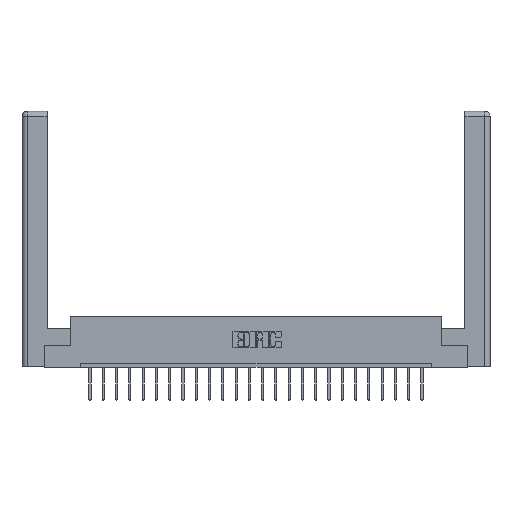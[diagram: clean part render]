
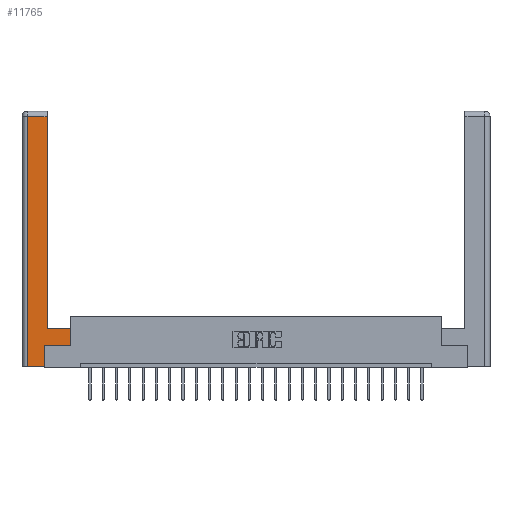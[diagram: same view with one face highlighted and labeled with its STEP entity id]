
A CAD part, top view. The second image highlights one B-rep face of the part: STEP entity #11765.
In plain terms, the highlighted planar face has unit normal (0, 0, 1).
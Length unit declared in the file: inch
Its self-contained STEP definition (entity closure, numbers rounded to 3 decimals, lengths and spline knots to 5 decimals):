
#295 = ORIENTED_EDGE ( 'NONE', *, *, #3823, .T. ) ;
#678 = CARTESIAN_POINT ( 'NONE',  ( 0.565, 0.45, 0. ) ) ;
#687 = AXIS2_PLACEMENT_3D ( 'NONE', #15411, #22488, #17125 ) ;
#754 = CARTESIAN_POINT ( 'NONE',  ( 0.0615, 2.94, 0. ) ) ;
#1281 = DIRECTION ( 'NONE',  ( -1., 0., 0. ) ) ;
#1373 = ORIENTED_EDGE ( 'NONE', *, *, #11366, .T. ) ;
#1405 = EDGE_CURVE ( 'NONE', #23887, #6433, #10195, .T. ) ;
#1988 = DIRECTION ( 'NONE',  ( 1., 0., 0. ) ) ;
#2348 = PLANE ( 'NONE',  #687 ) ;
#2402 = CARTESIAN_POINT ( 'NONE',  ( 0.0615, 0., 0. ) ) ;
#2815 = VECTOR ( 'NONE', #12588, 39.37008 ) ;
#3271 = CARTESIAN_POINT ( 'NONE',  ( 0.565, 0.245, 0. ) ) ;
#3701 = CARTESIAN_POINT ( 'NONE',  ( 0.265, 0., 0. ) ) ;
#3747 = LINE ( 'NONE', #12715, #22320 ) ;
#3823 = EDGE_CURVE ( 'NONE', #23874, #23887, #17043, .T. ) ;
#3932 = EDGE_CURVE ( 'NONE', #6433, #16238, #13249, .T. ) ;
#4580 = CARTESIAN_POINT ( 'NONE',  ( 0.265, 0.245, 0. ) ) ;
#6296 = DIRECTION ( 'NONE',  ( 0., -1., 0. ) ) ;
#6433 = VERTEX_POINT ( 'NONE', #4580 ) ;
#6483 = CARTESIAN_POINT ( 'NONE',  ( 0.295, 2.94, 0. ) ) ;
#6517 = ORIENTED_EDGE ( 'NONE', *, *, #21041, .T. ) ;
#6859 = VERTEX_POINT ( 'NONE', #6483 ) ;
#7215 = VERTEX_POINT ( 'NONE', #12840 ) ;
#7221 = DIRECTION ( 'NONE',  ( 0., 1., 0. ) ) ;
#7330 = DIRECTION ( 'NONE',  ( 0., 1., 0. ) ) ;
#7663 = LINE ( 'NONE', #14532, #20728 ) ;
#7688 = CARTESIAN_POINT ( 'NONE',  ( 0.565, 0.245, 0. ) ) ;
#7875 = LINE ( 'NONE', #2402, #20929 ) ;
#8041 = ORIENTED_EDGE ( 'NONE', *, *, #8495, .T. ) ;
#8495 = EDGE_CURVE ( 'NONE', #16238, #23526, #7663, .T. ) ;
#9614 = VECTOR ( 'NONE', #7221, 39.37008 ) ;
#10195 = LINE ( 'NONE', #16539, #9614 ) ;
#10859 = EDGE_CURVE ( 'NONE', #6859, #14900, #3747, .T. ) ;
#10933 = VECTOR ( 'NONE', #1988, 39.37008 ) ;
#11366 = EDGE_CURVE ( 'NONE', #14900, #23874, #7875, .T. ) ;
#11765 = ADVANCED_FACE ( 'NONE', ( #23808 ), #2348, .F. ) ;
#11804 = ORIENTED_EDGE ( 'NONE', *, *, #3932, .T. ) ;
#12588 = DIRECTION ( 'NONE',  ( 1., 0., 0. ) ) ;
#12715 = CARTESIAN_POINT ( 'NONE',  ( 0.0615, 2.94, 0. ) ) ;
#12840 = CARTESIAN_POINT ( 'NONE',  ( 0.295, 0.45, 0. ) ) ;
#13249 = LINE ( 'NONE', #7688, #10933 ) ;
#13958 = EDGE_CURVE ( 'NONE', #7215, #6859, #14695, .T. ) ;
#14511 = VECTOR ( 'NONE', #1281, 39.37008 ) ;
#14532 = CARTESIAN_POINT ( 'NONE',  ( 0.565, 0.45, 0. ) ) ;
#14560 = DIRECTION ( 'NONE',  ( -1., 0., 0. ) ) ;
#14695 = LINE ( 'NONE', #15659, #16907 ) ;
#14900 = VERTEX_POINT ( 'NONE', #754 ) ;
#15411 = CARTESIAN_POINT ( 'NONE',  ( 0., 0., 0. ) ) ;
#15659 = CARTESIAN_POINT ( 'NONE',  ( 0.295, 3., 0. ) ) ;
#16238 = VERTEX_POINT ( 'NONE', #3271 ) ;
#16539 = CARTESIAN_POINT ( 'NONE',  ( 0.265, 0.245, 0. ) ) ;
#16559 = EDGE_LOOP ( 'NONE', ( #16882, #17541, #1373, #295, #20696, #11804, #8041, #6517 ) ) ;
#16675 = CARTESIAN_POINT ( 'NONE',  ( 0.0615, 0., 0. ) ) ;
#16882 = ORIENTED_EDGE ( 'NONE', *, *, #13958, .T. ) ;
#16907 = VECTOR ( 'NONE', #17442, 39.37008 ) ;
#17043 = LINE ( 'NONE', #23977, #2815 ) ;
#17125 = DIRECTION ( 'NONE',  ( -1., 0., 0. ) ) ;
#17442 = DIRECTION ( 'NONE',  ( 0., 1., 0. ) ) ;
#17541 = ORIENTED_EDGE ( 'NONE', *, *, #10859, .T. ) ;
#18003 = LINE ( 'NONE', #23272, #14511 ) ;
#20696 = ORIENTED_EDGE ( 'NONE', *, *, #1405, .T. ) ;
#20728 = VECTOR ( 'NONE', #7330, 39.37008 ) ;
#20929 = VECTOR ( 'NONE', #6296, 39.37008 ) ;
#21041 = EDGE_CURVE ( 'NONE', #23526, #7215, #18003, .T. ) ;
#22320 = VECTOR ( 'NONE', #14560, 39.37008 ) ;
#22488 = DIRECTION ( 'NONE',  ( 0., 0., -1. ) ) ;
#23272 = CARTESIAN_POINT ( 'NONE',  ( 0.295, 0.45, 0. ) ) ;
#23526 = VERTEX_POINT ( 'NONE', #678 ) ;
#23808 = FACE_OUTER_BOUND ( 'NONE', #16559, .T. ) ;
#23874 = VERTEX_POINT ( 'NONE', #16675 ) ;
#23887 = VERTEX_POINT ( 'NONE', #3701 ) ;
#23977 = CARTESIAN_POINT ( 'NONE',  ( 0.265, 0., 0. ) ) ;
